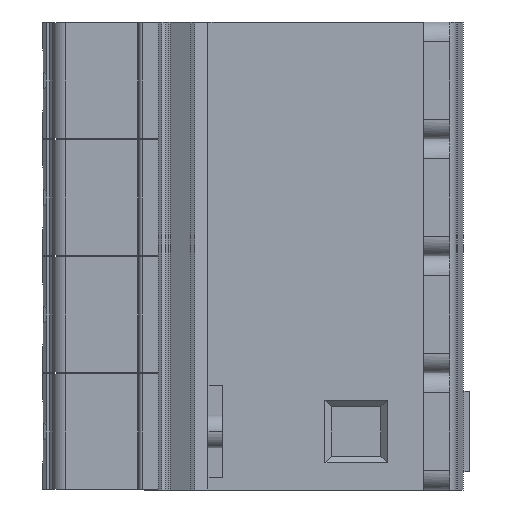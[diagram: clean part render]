
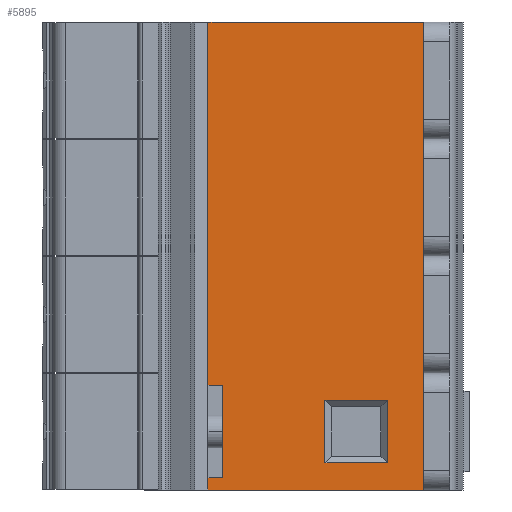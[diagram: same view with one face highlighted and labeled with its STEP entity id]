
A CAD part, front view. The second image highlights one B-rep face of the part: STEP entity #5895.
In plain terms, the highlighted planar face has unit normal (0, -1, 0).
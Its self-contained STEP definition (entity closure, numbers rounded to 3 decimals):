
#248=DIRECTION('',(1.,0.,0.));
#249=VECTOR('',#248,32.8);
#250=CARTESIAN_POINT('',(-32.8,-43.65,-8.9));
#251=LINE('',#250,#249);
#271=DIRECTION('',(0.,0.,1.));
#272=VECTOR('',#271,17.491);
#273=CARTESIAN_POINT('',(0.,-43.65,-8.746));
#274=LINE('',#273,#272);
#289=DIRECTION('',(0.,0.,1.));
#290=VECTOR('',#289,0.309);
#291=CARTESIAN_POINT('',(0.,-43.65,8.746));
#292=LINE('',#291,#290);
#293=DIRECTION('',(0.,0.,1.));
#294=VECTOR('',#293,9.5);
#295=CARTESIAN_POINT('',(-15.,-43.65,-4.75));
#296=LINE('',#295,#294);
#297=DIRECTION('',(-1.,0.,0.));
#298=VECTOR('',#297,9.5);
#299=CARTESIAN_POINT('',(-5.5,-43.65,-4.75));
#300=LINE('',#299,#298);
#301=DIRECTION('',(0.,0.,-1.));
#302=VECTOR('',#301,9.5);
#303=CARTESIAN_POINT('',(-5.5,-43.65,4.75));
#304=LINE('',#303,#302);
#305=DIRECTION('',(1.,0.,0.));
#306=VECTOR('',#305,9.5);
#307=CARTESIAN_POINT('',(-15.,-43.65,4.75));
#308=LINE('',#307,#306);
#309=DIRECTION('',(0.,0.,1.));
#310=VECTOR('',#309,55.3);
#311=CARTESIAN_POINT('',(-32.8,-43.65,7.));
#312=LINE('',#311,#310);
#313=DIRECTION('',(0.,0.,1.));
#314=VECTOR('',#313,0.154);
#315=CARTESIAN_POINT('',(0.,-43.65,62.146));
#316=LINE('',#315,#314);
#317=DIRECTION('',(0.,0.,1.));
#318=VECTOR('',#317,0.154);
#319=CARTESIAN_POINT('',(0.,-43.65,-8.9));
#320=LINE('',#319,#318);
#321=DIRECTION('',(0.,0.,1.));
#322=VECTOR('',#321,1.9);
#323=CARTESIAN_POINT('',(-32.8,-43.65,-8.9));
#324=LINE('',#323,#322);
#325=DIRECTION('',(1.,0.,0.));
#326=VECTOR('',#325,2.2);
#327=CARTESIAN_POINT('',(-32.8,-43.65,-7.));
#328=LINE('',#327,#326);
#329=DIRECTION('',(0.,0.,-1.));
#330=VECTOR('',#329,14.);
#331=CARTESIAN_POINT('',(-30.6,-43.65,7.));
#332=LINE('',#331,#330);
#333=DIRECTION('',(1.,0.,0.));
#334=VECTOR('',#333,2.2);
#335=CARTESIAN_POINT('',(-32.8,-43.65,7.));
#336=LINE('',#335,#334);
#2945=DIRECTION('',(1.,0.,0.));
#2946=VECTOR('',#2945,32.8);
#2947=CARTESIAN_POINT('',(-32.8,-43.65,62.3));
#2948=LINE('',#2947,#2946);
#3267=DIRECTION('',(0.,0.,1.));
#3268=VECTOR('',#3267,0.309);
#3269=CARTESIAN_POINT('',(0.,-43.65,44.346));
#3270=LINE('',#3269,#3268);
#3281=DIRECTION('',(0.,0.,1.));
#3282=VECTOR('',#3281,17.491);
#3283=CARTESIAN_POINT('',(0.,-43.65,44.654));
#3284=LINE('',#3283,#3282);
#3345=DIRECTION('',(0.,0.,1.));
#3346=VECTOR('',#3345,17.491);
#3347=CARTESIAN_POINT('',(0.,-43.65,9.054));
#3348=LINE('',#3347,#3346);
#3349=DIRECTION('',(0.,0.,1.));
#3350=VECTOR('',#3349,0.309);
#3351=CARTESIAN_POINT('',(0.,-43.65,26.546));
#3352=LINE('',#3351,#3350);
#3363=DIRECTION('',(0.,0.,1.));
#3364=VECTOR('',#3363,17.491);
#3365=CARTESIAN_POINT('',(0.,-43.65,26.854));
#3366=LINE('',#3365,#3364);
#4389=CARTESIAN_POINT('',(0.,-43.65,26.546));
#4390=VERTEX_POINT('',#4389);
#4391=CARTESIAN_POINT('',(0.,-43.65,9.054));
#4393=VERTEX_POINT('',#4391);
#4481=CARTESIAN_POINT('',(0.,-43.65,44.346));
#4482=VERTEX_POINT('',#4481);
#4483=CARTESIAN_POINT('',(0.,-43.65,26.854));
#4485=VERTEX_POINT('',#4483);
#4581=CARTESIAN_POINT('',(-32.8,-43.65,62.3));
#4582=VERTEX_POINT('',#4581);
#4699=CARTESIAN_POINT('',(0.,-43.65,62.146));
#4700=VERTEX_POINT('',#4699);
#4703=CARTESIAN_POINT('',(0.,-43.65,62.3));
#4704=VERTEX_POINT('',#4703);
#4705=CARTESIAN_POINT('',(0.,-43.65,44.654));
#4707=VERTEX_POINT('',#4705);
#4803=CARTESIAN_POINT('',(-32.8,-43.65,-8.9));
#4804=VERTEX_POINT('',#4803);
#4979=CARTESIAN_POINT('',(-15.,-43.65,-4.75));
#4980=CARTESIAN_POINT('',(-15.,-43.65,4.75));
#4981=VERTEX_POINT('',#4979);
#4982=VERTEX_POINT('',#4980);
#4989=CARTESIAN_POINT('',(-5.5,-43.65,4.75));
#4990=VERTEX_POINT('',#4989);
#4993=CARTESIAN_POINT('',(-5.5,-43.65,-4.75));
#4994=VERTEX_POINT('',#4993);
#4999=CARTESIAN_POINT('',(0.,-43.65,8.746));
#5000=VERTEX_POINT('',#4999);
#5001=CARTESIAN_POINT('',(0.,-43.65,-8.746));
#5003=VERTEX_POINT('',#5001);
#5011=CARTESIAN_POINT('',(0.,-43.65,-8.9));
#5012=VERTEX_POINT('',#5011);
#5021=CARTESIAN_POINT('',(-32.8,-43.65,-7.));
#5022=VERTEX_POINT('',#5021);
#5023=CARTESIAN_POINT('',(-32.8,-43.65,7.));
#5024=VERTEX_POINT('',#5023);
#5025=CARTESIAN_POINT('',(-30.6,-43.65,7.));
#5026=VERTEX_POINT('',#5025);
#5027=CARTESIAN_POINT('',(-30.6,-43.65,-7.));
#5028=VERTEX_POINT('',#5027);
#5849=CARTESIAN_POINT('',(-32.8,-43.65,8.9));
#5850=DIRECTION('',(0.,-1.,0.));
#5851=DIRECTION('',(1.,0.,0.));
#5852=AXIS2_PLACEMENT_3D('',#5849,#5850,#5851);
#5853=PLANE('',#5852);
#5855=ORIENTED_EDGE('',*,*,#5854,.T.);
#5857=ORIENTED_EDGE('',*,*,#5856,.T.);
#5859=ORIENTED_EDGE('',*,*,#5858,.F.);
#5861=ORIENTED_EDGE('',*,*,#5860,.F.);
#5863=ORIENTED_EDGE('',*,*,#5862,.F.);
#5865=ORIENTED_EDGE('',*,*,#5864,.F.);
#5867=ORIENTED_EDGE('',*,*,#5866,.F.);
#5869=ORIENTED_EDGE('',*,*,#5868,.F.);
#5870=ORIENTED_EDGE('',*,*,#5844,.F.);
#5871=ORIENTED_EDGE('',*,*,#5798,.F.);
#5873=ORIENTED_EDGE('',*,*,#5872,.F.);
#5874=ORIENTED_EDGE('',*,*,#5764,.F.);
#5876=ORIENTED_EDGE('',*,*,#5875,.T.);
#5878=ORIENTED_EDGE('',*,*,#5877,.T.);
#5880=ORIENTED_EDGE('',*,*,#5879,.F.);
#5882=ORIENTED_EDGE('',*,*,#5881,.F.);
#5883=EDGE_LOOP('',(#5855,#5857,#5859,#5861,#5863,#5865,#5867,#5869,#5870,#5871,
#5873,#5874,#5876,#5878,#5880,#5882));
#5884=FACE_OUTER_BOUND('',#5883,.F.);
#5886=ORIENTED_EDGE('',*,*,#5885,.F.);
#5888=ORIENTED_EDGE('',*,*,#5887,.F.);
#5890=ORIENTED_EDGE('',*,*,#5889,.F.);
#5892=ORIENTED_EDGE('',*,*,#5891,.F.);
#5893=EDGE_LOOP('',(#5886,#5888,#5890,#5892));
#5894=FACE_BOUND('',#5893,.F.);
#5895=ADVANCED_FACE('',(#5884,#5894),#5853,.T.);
#5764=EDGE_CURVE('',#4804,#5012,#251,.T.);
#5798=EDGE_CURVE('',#5003,#5000,#274,.T.);
#5844=EDGE_CURVE('',#5000,#4393,#292,.T.);
#5854=EDGE_CURVE('',#5024,#4582,#312,.T.);
#5856=EDGE_CURVE('',#4582,#4704,#2948,.T.);
#5858=EDGE_CURVE('',#4700,#4704,#316,.T.);
#5860=EDGE_CURVE('',#4707,#4700,#3284,.T.);
#5862=EDGE_CURVE('',#4482,#4707,#3270,.T.);
#5864=EDGE_CURVE('',#4485,#4482,#3366,.T.);
#5866=EDGE_CURVE('',#4390,#4485,#3352,.T.);
#5868=EDGE_CURVE('',#4393,#4390,#3348,.T.);
#5872=EDGE_CURVE('',#5012,#5003,#320,.T.);
#5875=EDGE_CURVE('',#4804,#5022,#324,.T.);
#5877=EDGE_CURVE('',#5022,#5028,#328,.T.);
#5879=EDGE_CURVE('',#5026,#5028,#332,.T.);
#5881=EDGE_CURVE('',#5024,#5026,#336,.T.);
#5885=EDGE_CURVE('',#4981,#4982,#296,.T.);
#5887=EDGE_CURVE('',#4994,#4981,#300,.T.);
#5889=EDGE_CURVE('',#4990,#4994,#304,.T.);
#5891=EDGE_CURVE('',#4982,#4990,#308,.T.);
